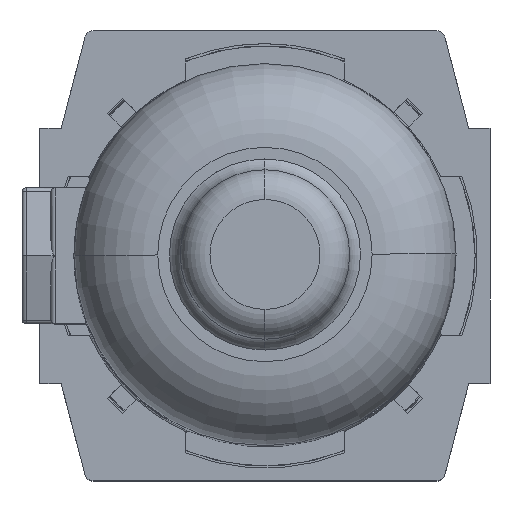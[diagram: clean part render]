
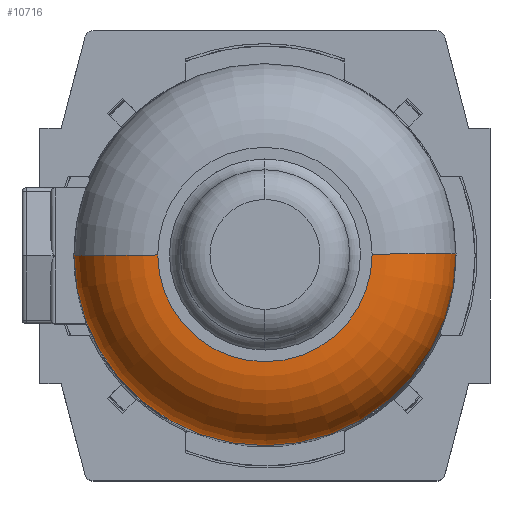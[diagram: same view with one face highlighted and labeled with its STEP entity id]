
A CAD part, top view. The second image highlights one B-rep face of the part: STEP entity #10716.
In plain terms, the highlighted toroidal (fillet/blend) face has major radius 12.625 mm and minor radius 9.875 mm.
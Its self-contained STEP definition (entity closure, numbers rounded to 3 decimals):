
#226 = ORIENTED_EDGE ( 'NONE', *, *, #12526, .F. ) ;
#1121 = CIRCLE ( 'NONE', #21238, 22.5 ) ;
#1366 = TOROIDAL_SURFACE ( 'NONE', #4713, 12.625, 9.875 ) ;
#1482 = DIRECTION ( 'NONE',  ( 0., 0., -1. ) ) ;
#2941 = DIRECTION ( 'NONE',  ( 1., 0., 0. ) ) ;
#3984 = ORIENTED_EDGE ( 'NONE', *, *, #28567, .T. ) ;
#4245 = EDGE_CURVE ( 'NONE', #6960, #23100, #1121, .T. ) ;
#4713 = AXIS2_PLACEMENT_3D ( 'NONE', #14725, #5148, #21906 ) ;
#5148 = DIRECTION ( 'NONE',  ( 0., -1., 0. ) ) ;
#6692 = VERTEX_POINT ( 'NONE', #12722 ) ;
#6960 = VERTEX_POINT ( 'NONE', #26084 ) ;
#8660 = DIRECTION ( 'NONE',  ( 0., -1., 0. ) ) ;
#10207 = AXIS2_PLACEMENT_3D ( 'NONE', #17288, #2941, #19692 ) ;
#10716 = ADVANCED_FACE ( 'NONE', ( #21203 ), #1366, .T. ) ;
#11634 = AXIS2_PLACEMENT_3D ( 'NONE', #27027, #12705, #29426 ) ;
#12526 = EDGE_CURVE ( 'NONE', #6960, #29541, #21054, .T. ) ;
#12705 = DIRECTION ( 'NONE',  ( -1., 0., 0. ) ) ;
#12722 = CARTESIAN_POINT ( 'NONE',  ( 0., 0., -12.625 ) ) ;
#13213 = AXIS2_PLACEMENT_3D ( 'NONE', #22983, #8660, #25404 ) ;
#14725 = CARTESIAN_POINT ( 'NONE',  ( 0., 9.875, 0. ) ) ;
#15826 = DIRECTION ( 'NONE',  ( 0., -1., 0. ) ) ;
#17288 = CARTESIAN_POINT ( 'NONE',  ( 0., 9.875, 12.625 ) ) ;
#19692 = DIRECTION ( 'NONE',  ( 0., 0., -1. ) ) ;
#21054 = CIRCLE ( 'NONE', #10207, 9.875 ) ;
#21203 = FACE_OUTER_BOUND ( 'NONE', #30625, .T. ) ;
#21238 = AXIS2_PLACEMENT_3D ( 'NONE', #30135, #15826, #1482 ) ;
#21906 = DIRECTION ( 'NONE',  ( 0., 0., -1. ) ) ;
#21908 = CARTESIAN_POINT ( 'NONE',  ( 0., 9.875, -22.5 ) ) ;
#22983 = CARTESIAN_POINT ( 'NONE',  ( 0., 0., 0. ) ) ;
#23100 = VERTEX_POINT ( 'NONE', #21908 ) ;
#25404 = DIRECTION ( 'NONE',  ( 0., 0., -1. ) ) ;
#26084 = CARTESIAN_POINT ( 'NONE',  ( 0., 9.875, 22.5 ) ) ;
#26513 = EDGE_CURVE ( 'NONE', #29541, #6692, #28540, .T. ) ;
#27027 = CARTESIAN_POINT ( 'NONE',  ( 0., 9.875, -12.625 ) ) ;
#28121 = ORIENTED_EDGE ( 'NONE', *, *, #4245, .T. ) ;
#28423 = CIRCLE ( 'NONE', #11634, 9.875 ) ;
#28540 = CIRCLE ( 'NONE', #13213, 12.625 ) ;
#28567 = EDGE_CURVE ( 'NONE', #23100, #6692, #28423, .T. ) ;
#28672 = CARTESIAN_POINT ( 'NONE',  ( 0., 0., 12.625 ) ) ;
#29199 = ORIENTED_EDGE ( 'NONE', *, *, #26513, .F. ) ;
#29426 = DIRECTION ( 'NONE',  ( 0., 0., 1. ) ) ;
#29541 = VERTEX_POINT ( 'NONE', #28672 ) ;
#30135 = CARTESIAN_POINT ( 'NONE',  ( 0., 9.875, 0. ) ) ;
#30625 = EDGE_LOOP ( 'NONE', ( #226, #28121, #3984, #29199 ) ) ;
